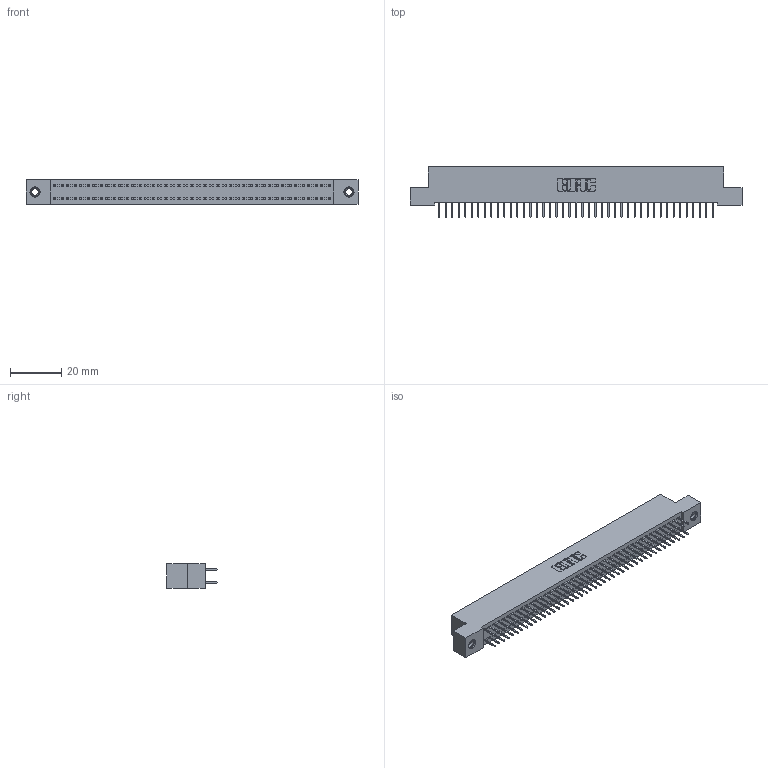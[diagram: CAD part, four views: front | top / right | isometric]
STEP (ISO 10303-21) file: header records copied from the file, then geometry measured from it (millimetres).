
FILE_DESCRIPTION (( 'STEP AP203' ), '1' );
FILE_NAME ('392-086-524-207.STEP', '2019-10-09T16:09:01', ( '' ), ( '' ), 'SwSTEP 2.0', 'SolidWorks 2016', '' );
FILE_SCHEMA (( 'CONFIG_CONTROL_DESIGN' ));
Length unit declared in the file: inch
Products named in the file (4): 342 Part_TI; 345-292-001_345-293-124; 345-250-001_345-250-005-103; 392-086-524-207
Assembly tree (89 placements, depth 2):
  392-086-524-207
    342 Part_TI
    345-292-001_345-293-124  x86
    345-250-001_345-250-005-103  x2
Bounding box: 129.54 x 19.69 x 9.4 mm (x, y, z)
Volume: 11501.1 mm3; surface area: 18432.7 mm2
Topology: 89 solids, 89 shells, 4986 faces, 14109 edges, 9054 vertices
Faces by surface type: plane 3710, cylinder 1260, cone 12, torus 4
Entity records: 28662 total; most frequent: CARTESIAN_POINT 4729, ORIENTED_EDGE 4658, DIRECTION 4071, EDGE_CURVE 2329, VECTOR 2185, LINE 2185, VERTEX_POINT 1544, AXIS2_PLACEMENT_3D 943
